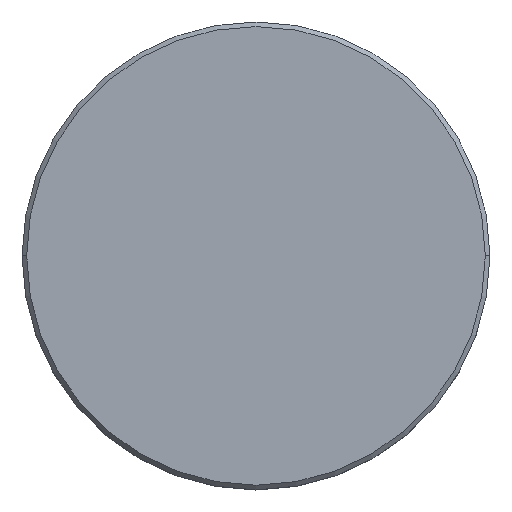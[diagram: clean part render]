
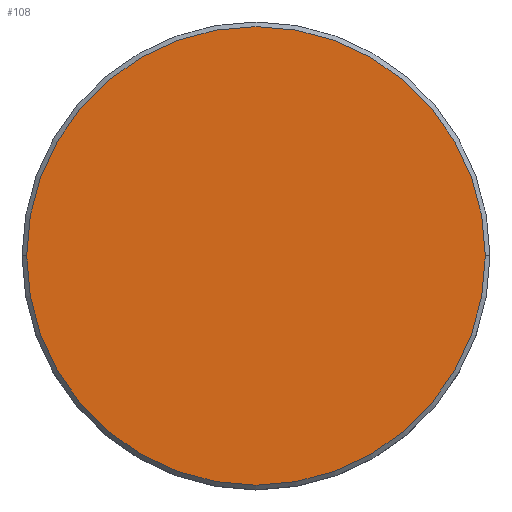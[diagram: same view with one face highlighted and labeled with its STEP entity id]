
A CAD part, top view. The second image highlights one B-rep face of the part: STEP entity #108.
In plain terms, the highlighted planar face has unit normal (0, 0, 1).
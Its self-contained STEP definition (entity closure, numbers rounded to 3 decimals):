
#5 = AXIS2_PLACEMENT_3D ( 'NONE', #134, #29, #259 ) ;
#6 = DIRECTION ( 'NONE',  ( 0., 0., 1. ) ) ;
#17 = VERTEX_POINT ( 'NONE', #197 ) ;
#24 = DIRECTION ( 'NONE',  ( 1., 0., 0. ) ) ;
#29 = DIRECTION ( 'NONE',  ( 0., 0., 1. ) ) ;
#34 = AXIS2_PLACEMENT_3D ( 'NONE', #113, #158, #129 ) ;
#42 = AXIS2_PLACEMENT_3D ( 'NONE', #154, #6, #24 ) ;
#58 = ORIENTED_EDGE ( 'NONE', *, *, #121, .T. ) ;
#75 = EDGE_CURVE ( 'NONE', #17, #131, #181, .T. ) ;
#96 = CARTESIAN_POINT ( 'NONE',  ( 12.45, 0., 3.175 ) ) ;
#108 = ADVANCED_FACE ( 'NONE', ( #211 ), #254, .T. ) ;
#113 = CARTESIAN_POINT ( 'NONE',  ( 0., 0., 3.175 ) ) ;
#121 = EDGE_CURVE ( 'NONE', #131, #17, #126, .T. ) ;
#126 = CIRCLE ( 'NONE', #34, 12.45 ) ;
#129 = DIRECTION ( 'NONE',  ( 1., 0., 0. ) ) ;
#131 = VERTEX_POINT ( 'NONE', #96 ) ;
#134 = CARTESIAN_POINT ( 'NONE',  ( 0., 0., 3.175 ) ) ;
#154 = CARTESIAN_POINT ( 'NONE',  ( 0., 0., 3.175 ) ) ;
#158 = DIRECTION ( 'NONE',  ( 0., 0., 1. ) ) ;
#181 = CIRCLE ( 'NONE', #5, 12.45 ) ;
#197 = CARTESIAN_POINT ( 'NONE',  ( -12.45, 0., 3.175 ) ) ;
#205 = EDGE_LOOP ( 'NONE', ( #231, #58 ) ) ;
#211 = FACE_OUTER_BOUND ( 'NONE', #205, .T. ) ;
#231 = ORIENTED_EDGE ( 'NONE', *, *, #75, .T. ) ;
#254 = PLANE ( 'NONE',  #42 ) ;
#259 = DIRECTION ( 'NONE',  ( 1., 0., 0. ) ) ;
